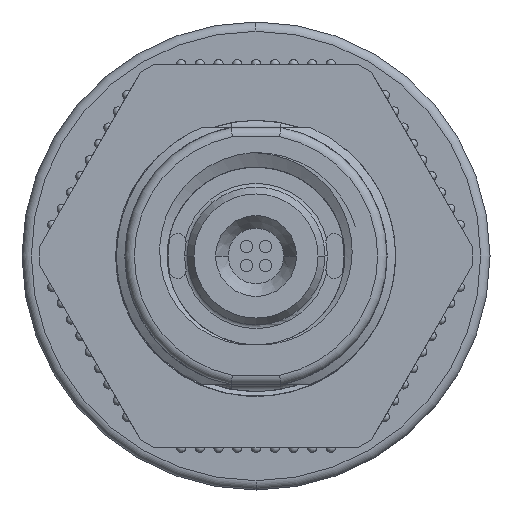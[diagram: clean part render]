
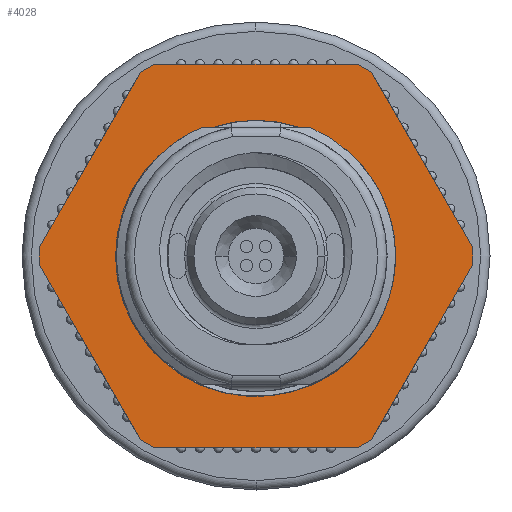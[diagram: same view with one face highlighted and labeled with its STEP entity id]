
A CAD part, front view. The second image highlights one B-rep face of the part: STEP entity #4028.
In plain terms, the highlighted planar face has unit normal (0, -1, 0).
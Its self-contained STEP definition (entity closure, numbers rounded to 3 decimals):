
#1422=B_SPLINE_CURVE_WITH_KNOTS('',3,(#42959,#42960,#42961,#42962,#42963,
#42964),.UNSPECIFIED.,.F.,.F.,(4,2,4),(0.,0.5,1.),.UNSPECIFIED.);
#1423=B_SPLINE_CURVE_WITH_KNOTS('',3,(#42966,#42967,#42968,#42969,#42970,
#42971),.UNSPECIFIED.,.F.,.F.,(4,2,4),(0.,0.5,1.),.UNSPECIFIED.);
#1513=PLANE('',#14916);
#2617=LINE('',#42141,#3180);
#2648=LINE('',#42249,#3211);
#2679=LINE('',#42357,#3242);
#2686=LINE('',#42377,#3249);
#2717=LINE('',#42485,#3280);
#2748=LINE('',#42593,#3311);
#2777=LINE('',#42974,#3340);
#2778=LINE('',#42975,#3341);
#2779=LINE('',#42976,#3342);
#2780=LINE('',#42977,#3343);
#2781=LINE('',#42978,#3344);
#2782=LINE('',#42979,#3345);
#3180=VECTOR('',#17356,1.);
#3211=VECTOR('',#17443,1.);
#3242=VECTOR('',#17530,1.);
#3249=VECTOR('',#17545,1.);
#3280=VECTOR('',#17632,1.);
#3311=VECTOR('',#17719,1.);
#3340=VECTOR('',#17808,1.);
#3341=VECTOR('',#17809,1.);
#3342=VECTOR('',#17810,1.);
#3343=VECTOR('',#17811,1.);
#3344=VECTOR('',#17812,1.);
#3345=VECTOR('',#17813,1.);
#4028=ADVANCED_FACE('',(#4769,#4770),#1513,.T.);
#4769=FACE_BOUND('',#5622,.T.);
#4770=FACE_BOUND('',#5623,.T.);
#5622=EDGE_LOOP('',(#9223,#9224,#9225,#9226));
#5623=EDGE_LOOP('',(#9227,#9228,#9229,#9230,#9231,#9232,#9233,#9234,#9235,
#9236,#9237,#9238));
#9223=ORIENTED_EDGE('',*,*,#13045,.F.);
#9224=ORIENTED_EDGE('',*,*,#13043,.F.);
#9225=ORIENTED_EDGE('',*,*,#13046,.F.);
#9226=ORIENTED_EDGE('',*,*,#13047,.F.);
#9227=ORIENTED_EDGE('',*,*,#12745,.T.);
#9228=ORIENTED_EDGE('',*,*,#13048,.T.);
#9229=ORIENTED_EDGE('',*,*,#12803,.T.);
#9230=ORIENTED_EDGE('',*,*,#13049,.T.);
#9231=ORIENTED_EDGE('',*,*,#12861,.T.);
#9232=ORIENTED_EDGE('',*,*,#13050,.T.);
#9233=ORIENTED_EDGE('',*,*,#12871,.T.);
#9234=ORIENTED_EDGE('',*,*,#13051,.T.);
#9235=ORIENTED_EDGE('',*,*,#12929,.T.);
#9236=ORIENTED_EDGE('',*,*,#13052,.T.);
#9237=ORIENTED_EDGE('',*,*,#12987,.T.);
#9238=ORIENTED_EDGE('',*,*,#13053,.T.);
#10898=VERTEX_POINT('',#42140);
#10899=VERTEX_POINT('',#42142);
#10947=VERTEX_POINT('',#42248);
#10948=VERTEX_POINT('',#42250);
#10996=VERTEX_POINT('',#42356);
#10997=VERTEX_POINT('',#42358);
#11005=VERTEX_POINT('',#42376);
#11006=VERTEX_POINT('',#42378);
#11054=VERTEX_POINT('',#42484);
#11055=VERTEX_POINT('',#42486);
#11103=VERTEX_POINT('',#42592);
#11104=VERTEX_POINT('',#42594);
#11148=VERTEX_POINT('',#42821);
#11150=VERTEX_POINT('',#42954);
#11152=VERTEX_POINT('',#42965);
#11153=VERTEX_POINT('',#42972);
#12745=EDGE_CURVE('',#10899,#10898,#2617,.T.);
#12803=EDGE_CURVE('',#10948,#10947,#2648,.T.);
#12861=EDGE_CURVE('',#10997,#10996,#2679,.T.);
#12871=EDGE_CURVE('',#11006,#11005,#2686,.T.);
#12929=EDGE_CURVE('',#11055,#11054,#2717,.T.);
#12987=EDGE_CURVE('',#11104,#11103,#2748,.T.);
#13043=EDGE_CURVE('',#11150,#11148,#13774,.T.);
#13045=EDGE_CURVE('',#11148,#11152,#1422,.T.);
#13046=EDGE_CURVE('',#11153,#11150,#1423,.T.);
#13047=EDGE_CURVE('',#11152,#11153,#13776,.T.);
#13048=EDGE_CURVE('',#10898,#10948,#2777,.T.);
#13049=EDGE_CURVE('',#10947,#10997,#2778,.T.);
#13050=EDGE_CURVE('',#10996,#11006,#2779,.T.);
#13051=EDGE_CURVE('',#11005,#11055,#2780,.T.);
#13052=EDGE_CURVE('',#11054,#11104,#2781,.T.);
#13053=EDGE_CURVE('',#11103,#10899,#2782,.T.);
#13774=CIRCLE('',#14912,14.5);
#13776=CIRCLE('',#14915,15.);
#14912=AXIS2_PLACEMENT_3D('',#42955,#17800,#17801);
#14915=AXIS2_PLACEMENT_3D('',#42973,#17806,#17807);
#14916=AXIS2_PLACEMENT_3D('',#42980,#17814,#17815);
#17356=DIRECTION('',(0.5,0.,-0.866));
#17443=DIRECTION('',(1.,0.,0.));
#17530=DIRECTION('',(0.5,0.,0.866));
#17545=DIRECTION('',(-0.5,0.,0.866));
#17632=DIRECTION('',(-1.,0.,0.));
#17719=DIRECTION('',(-0.5,0.,-0.866));
#17800=DIRECTION('',(0.,-1.,0.));
#17801=DIRECTION('',(-1.,0.,0.));
#17806=DIRECTION('',(0.,-1.,0.));
#17807=DIRECTION('',(0.,0.,-1.));
#17808=DIRECTION('',(0.866,0.,-0.5));
#17809=DIRECTION('',(0.866,0.,0.5));
#17810=DIRECTION('',(0.,0.,1.));
#17811=DIRECTION('',(-0.866,0.,0.5));
#17812=DIRECTION('',(-0.866,0.,-0.5));
#17813=DIRECTION('',(0.,0.,-1.));
#17814=DIRECTION('',(0.,-1.,0.));
#17815=DIRECTION('',(0.,0.,-1.));
#42140=CARTESIAN_POINT('',(-12.336,-15.,-19.634));
#42141=CARTESIAN_POINT('',(-23.671,-15.,0.));
#42142=CARTESIAN_POINT('',(-23.171,-15.,-0.866));
#42248=CARTESIAN_POINT('',(10.836,-15.,-20.5));
#42249=CARTESIAN_POINT('',(-11.836,-15.,-20.5));
#42250=CARTESIAN_POINT('',(-10.836,-15.,-20.5));
#42356=CARTESIAN_POINT('',(23.171,-15.,-0.866));
#42357=CARTESIAN_POINT('',(11.836,-15.,-20.5));
#42358=CARTESIAN_POINT('',(12.336,-15.,-19.634));
#42376=CARTESIAN_POINT('',(12.336,-15.,19.634));
#42377=CARTESIAN_POINT('',(23.671,-15.,0.));
#42378=CARTESIAN_POINT('',(23.171,-15.,0.866));
#42484=CARTESIAN_POINT('',(-10.836,-15.,20.5));
#42485=CARTESIAN_POINT('',(11.836,-15.,20.5));
#42486=CARTESIAN_POINT('',(10.836,-15.,20.5));
#42592=CARTESIAN_POINT('',(-23.171,-15.,0.866));
#42593=CARTESIAN_POINT('',(-11.836,-15.,20.5));
#42594=CARTESIAN_POINT('',(-12.336,-15.,19.634));
#42821=CARTESIAN_POINT('',(-13.474,-15.,5.357));
#42954=CARTESIAN_POINT('',(13.474,-15.,5.357));
#42955=CARTESIAN_POINT('',(0.,-15.,0.));
#42959=CARTESIAN_POINT('',(-13.474,-15.,5.357));
#42960=CARTESIAN_POINT('',(-14.645,-15.,2.639));
#42961=CARTESIAN_POINT('',(-14.956,-15.,-0.481));
#42962=CARTESIAN_POINT('',(-13.76,-15.,-6.285));
#42963=CARTESIAN_POINT('',(-12.272,-15.,-8.998));
#42964=CARTESIAN_POINT('',(-10.112,-15.,-11.079));
#42965=CARTESIAN_POINT('',(-10.112,-15.,-11.079));
#42966=CARTESIAN_POINT('',(10.112,-15.,-11.079));
#42967=CARTESIAN_POINT('',(12.268,-15.,-9.001));
#42968=CARTESIAN_POINT('',(13.764,-15.,-6.278));
#42969=CARTESIAN_POINT('',(14.956,-15.,-0.47));
#42970=CARTESIAN_POINT('',(14.657,-15.,2.612));
#42971=CARTESIAN_POINT('',(13.474,-15.,5.357));
#42972=CARTESIAN_POINT('',(10.112,-15.,-11.079));
#42973=CARTESIAN_POINT('',(0.,-15.,0.));
#42974=CARTESIAN_POINT('',(-11.586,-15.,-20.067));
#42975=CARTESIAN_POINT('',(11.586,-15.,-20.067));
#42976=CARTESIAN_POINT('',(23.171,-15.,0.));
#42977=CARTESIAN_POINT('',(11.586,-15.,20.067));
#42978=CARTESIAN_POINT('',(-11.586,-15.,20.067));
#42979=CARTESIAN_POINT('',(-23.171,-15.,0.));
#42980=CARTESIAN_POINT('',(0.,-15.,0.));
